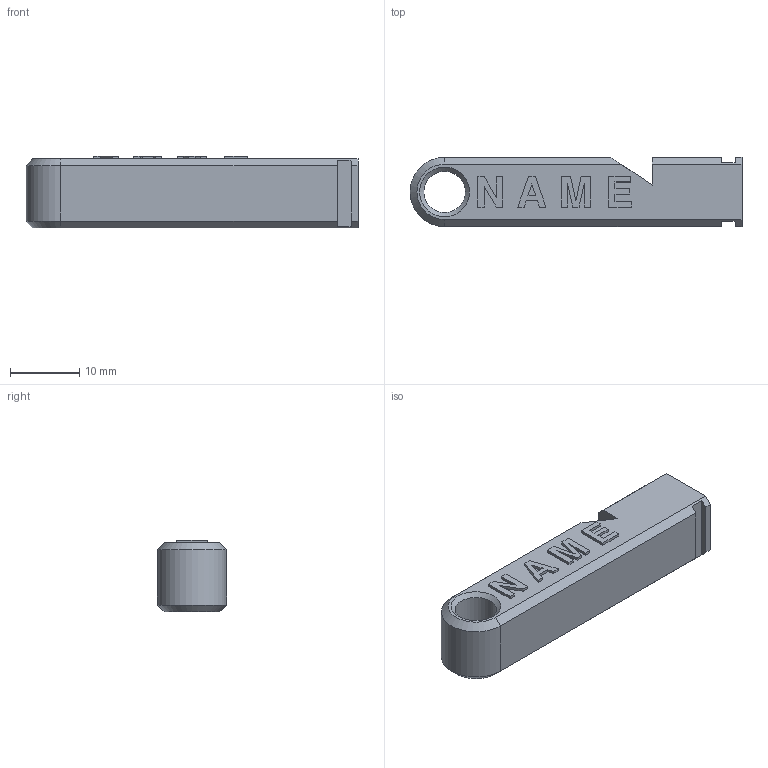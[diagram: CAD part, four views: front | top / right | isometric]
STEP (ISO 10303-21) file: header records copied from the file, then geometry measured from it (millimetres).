
FILE_DESCRIPTION(('Open CASCADE Model'),'2;1');
FILE_NAME('Open CASCADE Shape Model','2025-12-02T08:52:45',('Author'),( 'Open CASCADE'),'Open CASCADE STEP processor 7.8','build123d', 'Unknown');
FILE_SCHEMA(('AUTOMOTIVE_DESIGN { 1 0 10303 214 1 1 1 1 }'));
Length unit declared in the file: millimetre
Products named in the file (1): COMPOUND
Bounding box: 48 x 10 x 10.4 mm (x, y, z)
Volume: 2495.5 mm3; surface area: 3072.3 mm2
Topology: 1 solids, 1 shells, 100 faces, 265 edges, 172 vertices
Faces by surface type: plane 85, cone 6, bspline 5, cylinder 4
Full cylindrical faces by diameter (mm): 6 x1
Entity records: 6564 total; most frequent: CARTESIAN_POINT 1255, DIRECTION 959, LINE 721, VECTOR 721, ORIENTED_EDGE 530, PCURVE 530, DEFINITIONAL_REPRESENTATION 530, EDGE_CURVE 265
